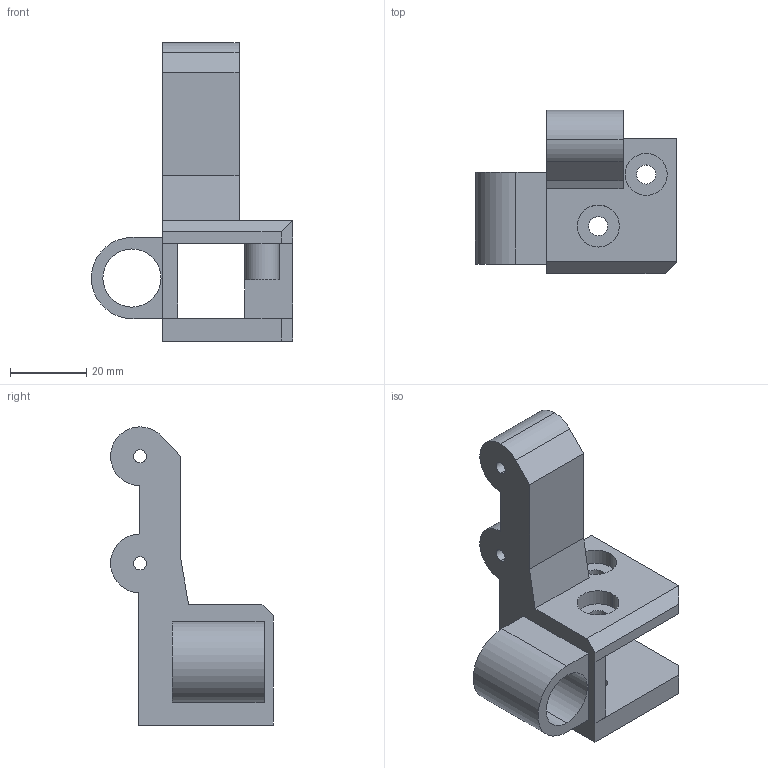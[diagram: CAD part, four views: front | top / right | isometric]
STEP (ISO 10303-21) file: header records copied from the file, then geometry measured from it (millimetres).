
FILE_DESCRIPTION (( 'STEP AP214' ), '1' );
FILE_NAME ('V1Y_Carriage_Left ROD MOD.STEP', '2022-11-28T15:41:44', ( '' ), ( '' ), 'SwSTEP 2.0', 'SolidWorks 2020', '' );
FILE_SCHEMA (( 'AUTOMOTIVE_DESIGN' ));
Length unit declared in the file: millimetre
Products named in the file (1): V1Y_Carriage_Left ROD MOD
Bounding box: 52.6 x 42.6 x 78 mm (x, y, z)
Volume: 32948.2 mm3; surface area: 15092.1 mm2
Topology: 1 solids, 1 shells, 59 faces, 157 edges, 104 vertices
Faces by surface type: plane 32, cylinder 27
Entity records: 1916 total; most frequent: DIRECTION 330, CARTESIAN_POINT 324, ORIENTED_EDGE 314, EDGE_CURVE 157, AXIS2_PLACEMENT_3D 114, VERTEX_POINT 104, VECTOR 102, LINE 102
